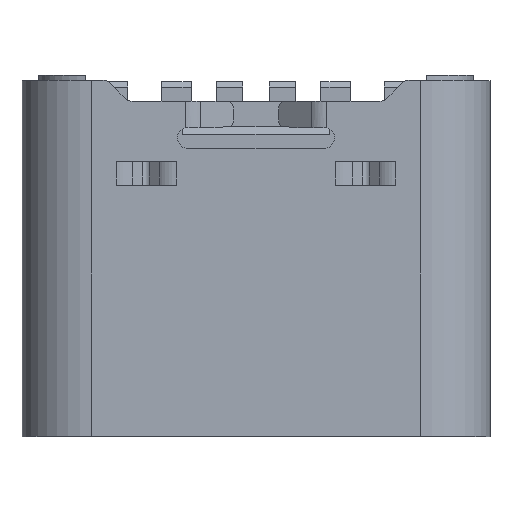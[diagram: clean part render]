
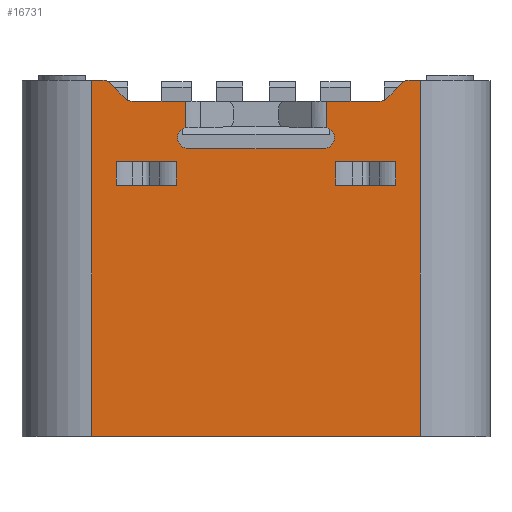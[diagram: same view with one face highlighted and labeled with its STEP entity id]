
A CAD part, top view. The second image highlights one B-rep face of the part: STEP entity #16731.
In plain terms, the highlighted planar face has unit normal (0, 0, 1).
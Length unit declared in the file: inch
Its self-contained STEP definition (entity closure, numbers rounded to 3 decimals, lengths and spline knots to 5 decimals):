
#83=FACE_BOUND('',#2305,.T.);
#84=FACE_BOUND('',#2306,.T.);
#521=PLANE('',#17958);
#1380=FACE_OUTER_BOUND('',#2304,.T.);
#2304=EDGE_LOOP('',(#14041,#14042,#14043,#14044,#14045,#14046,#14047,#14048,
#14049,#14050,#14051,#14052,#14053,#14054,#14055,#14056,#14057,#14058));
#2305=EDGE_LOOP('',(#14059,#14060,#14061,#14062));
#2306=EDGE_LOOP('',(#14063,#14064,#14065,#14066));
#3666=LINE('',#25665,#5566);
#3668=LINE('',#25670,#5568);
#3694=LINE('',#25744,#5594);
#3857=LINE('',#26260,#5757);
#3858=LINE('',#26262,#5758);
#3991=LINE('',#26871,#5891);
#3992=LINE('',#26873,#5892);
#3993=LINE('',#26874,#5893);
#3994=LINE('',#26875,#5894);
#3995=LINE('',#26876,#5895);
#3996=LINE('',#26880,#5896);
#3997=LINE('',#26883,#5897);
#3998=LINE('',#26886,#5898);
#3999=LINE('',#26888,#5899);
#4000=LINE('',#26890,#5900);
#4001=LINE('',#26891,#5901);
#4002=LINE('',#26894,#5902);
#4003=LINE('',#26896,#5903);
#4004=LINE('',#26898,#5904);
#4005=LINE('',#26899,#5905);
#5566=VECTOR('',#20540,39.37008);
#5568=VECTOR('',#20546,39.37008);
#5594=VECTOR('',#20610,39.37008);
#5757=VECTOR('',#21103,39.37008);
#5758=VECTOR('',#21106,39.37008);
#5891=VECTOR('',#21527,39.37008);
#5892=VECTOR('',#21528,39.37008);
#5893=VECTOR('',#21529,39.37008);
#5894=VECTOR('',#21530,39.37008);
#5895=VECTOR('',#21531,39.37008);
#5896=VECTOR('',#21534,39.37008);
#5897=VECTOR('',#21537,39.37008);
#5898=VECTOR('',#21538,39.37008);
#5899=VECTOR('',#21539,39.37008);
#5900=VECTOR('',#21540,39.37008);
#5901=VECTOR('',#21541,39.37008);
#5902=VECTOR('',#21542,39.37008);
#5903=VECTOR('',#21543,39.37008);
#5904=VECTOR('',#21544,39.37008);
#5905=VECTOR('',#21545,39.37008);
#6434=CIRCLE('',#17105,0.00787);
#6461=CIRCLE('',#17146,0.00787);
#6636=CIRCLE('',#17802,0.00787);
#6696=CIRCLE('',#17951,0.00787);
#6698=CIRCLE('',#17959,0.00787);
#6699=CIRCLE('',#17960,0.00787);
#6863=VERTEX_POINT('',#23066);
#6864=VERTEX_POINT('',#23068);
#6906=VERTEX_POINT('',#23199);
#6907=VERTEX_POINT('',#23200);
#7654=VERTEX_POINT('',#25663);
#7655=VERTEX_POINT('',#25668);
#7683=VERTEX_POINT('',#25741);
#7684=VERTEX_POINT('',#25743);
#7847=VERTEX_POINT('',#26219);
#7848=VERTEX_POINT('',#26221);
#7856=VERTEX_POINT('',#26246);
#7862=VERTEX_POINT('',#26258);
#7981=VERTEX_POINT('',#26860);
#7982=VERTEX_POINT('',#26870);
#7983=VERTEX_POINT('',#26872);
#7984=VERTEX_POINT('',#26877);
#7985=VERTEX_POINT('',#26879);
#7986=VERTEX_POINT('',#26881);
#7987=VERTEX_POINT('',#26884);
#7988=VERTEX_POINT('',#26885);
#7989=VERTEX_POINT('',#26887);
#7990=VERTEX_POINT('',#26889);
#7991=VERTEX_POINT('',#26892);
#7992=VERTEX_POINT('',#26893);
#7993=VERTEX_POINT('',#26895);
#7994=VERTEX_POINT('',#26897);
#8436=EDGE_CURVE('',#6863,#6864,#6434,.T.);
#8486=EDGE_CURVE('',#6906,#6907,#6461,.T.);
#9612=EDGE_CURVE('',#7654,#6907,#3666,.T.);
#9615=EDGE_CURVE('',#7654,#7655,#3668,.T.);
#9653=EDGE_CURVE('',#7684,#7683,#3694,.T.);
#9887=EDGE_CURVE('',#7848,#7847,#6636,.T.);
#9907=EDGE_CURVE('',#7856,#7862,#3857,.T.);
#9908=EDGE_CURVE('',#7862,#6864,#3858,.T.);
#10111=EDGE_CURVE('',#7981,#7856,#6696,.T.);
#10115=EDGE_CURVE('',#7684,#7982,#3991,.T.);
#10116=EDGE_CURVE('',#7683,#7983,#3992,.T.);
#10117=EDGE_CURVE('',#7983,#7848,#3993,.T.);
#10118=EDGE_CURVE('',#7847,#7981,#3994,.T.);
#10119=EDGE_CURVE('',#6906,#6863,#3995,.T.);
#10120=EDGE_CURVE('',#7984,#7655,#6698,.T.);
#10121=EDGE_CURVE('',#7985,#7984,#3996,.T.);
#10122=EDGE_CURVE('',#7985,#7986,#6699,.T.);
#10123=EDGE_CURVE('',#7986,#7982,#3997,.T.);
#10124=EDGE_CURVE('',#7987,#7988,#3998,.T.);
#10125=EDGE_CURVE('',#7989,#7988,#3999,.T.);
#10126=EDGE_CURVE('',#7990,#7989,#4000,.T.);
#10127=EDGE_CURVE('',#7987,#7990,#4001,.T.);
#10128=EDGE_CURVE('',#7991,#7992,#4002,.T.);
#10129=EDGE_CURVE('',#7993,#7991,#4003,.T.);
#10130=EDGE_CURVE('',#7993,#7994,#4004,.T.);
#10131=EDGE_CURVE('',#7992,#7994,#4005,.T.);
#14041=ORIENTED_EDGE('',*,*,#10115,.F.);
#14042=ORIENTED_EDGE('',*,*,#9653,.T.);
#14043=ORIENTED_EDGE('',*,*,#10116,.T.);
#14044=ORIENTED_EDGE('',*,*,#10117,.T.);
#14045=ORIENTED_EDGE('',*,*,#9887,.T.);
#14046=ORIENTED_EDGE('',*,*,#10118,.T.);
#14047=ORIENTED_EDGE('',*,*,#10111,.T.);
#14048=ORIENTED_EDGE('',*,*,#9907,.T.);
#14049=ORIENTED_EDGE('',*,*,#9908,.T.);
#14050=ORIENTED_EDGE('',*,*,#8436,.F.);
#14051=ORIENTED_EDGE('',*,*,#10119,.F.);
#14052=ORIENTED_EDGE('',*,*,#8486,.T.);
#14053=ORIENTED_EDGE('',*,*,#9612,.F.);
#14054=ORIENTED_EDGE('',*,*,#9615,.T.);
#14055=ORIENTED_EDGE('',*,*,#10120,.F.);
#14056=ORIENTED_EDGE('',*,*,#10121,.F.);
#14057=ORIENTED_EDGE('',*,*,#10122,.T.);
#14058=ORIENTED_EDGE('',*,*,#10123,.T.);
#14059=ORIENTED_EDGE('',*,*,#10124,.T.);
#14060=ORIENTED_EDGE('',*,*,#10125,.F.);
#14061=ORIENTED_EDGE('',*,*,#10126,.F.);
#14062=ORIENTED_EDGE('',*,*,#10127,.F.);
#14063=ORIENTED_EDGE('',*,*,#10128,.F.);
#14064=ORIENTED_EDGE('',*,*,#10129,.F.);
#14065=ORIENTED_EDGE('',*,*,#10130,.T.);
#14066=ORIENTED_EDGE('',*,*,#10131,.F.);
#16731=ADVANCED_FACE('',(#1380,#83,#84),#521,.T.);
#17105=AXIS2_PLACEMENT_3D('',#23069,#18462,#18463);
#17146=AXIS2_PLACEMENT_3D('',#23201,#18560,#18561);
#17802=AXIS2_PLACEMENT_3D('',#26222,#21067,#21068);
#17951=AXIS2_PLACEMENT_3D('',#26861,#21510,#21511);
#17958=AXIS2_PLACEMENT_3D('',#26869,#21525,#21526);
#17959=AXIS2_PLACEMENT_3D('',#26878,#21532,#21533);
#17960=AXIS2_PLACEMENT_3D('',#26882,#21535,#21536);
#18462=DIRECTION('center_axis',(0.,0.,1.));
#18463=DIRECTION('ref_axis',(1.,0.,0.));
#18560=DIRECTION('center_axis',(0.,0.,-1.));
#18561=DIRECTION('ref_axis',(-1.,0.,0.));
#20540=DIRECTION('',(0.,-1.,0.));
#20546=DIRECTION('',(-1.,0.,0.));
#20610=DIRECTION('',(1.,0.,0.));
#21067=DIRECTION('center_axis',(0.,0.,1.));
#21068=DIRECTION('ref_axis',(1.,0.,0.));
#21103=DIRECTION('',(-1.,0.,0.));
#21106=DIRECTION('',(0.,-1.,0.));
#21510=DIRECTION('center_axis',(0.,0.,-1.));
#21511=DIRECTION('ref_axis',(-1.,0.,0.));
#21525=DIRECTION('center_axis',(0.,0.,1.));
#21526=DIRECTION('ref_axis',(1.,0.,0.));
#21527=DIRECTION('',(0.,1.,0.));
#21528=DIRECTION('',(0.,1.,0.));
#21529=DIRECTION('',(-1.,0.,0.));
#21530=DIRECTION('',(-0.707,-0.707,0.));
#21531=DIRECTION('',(1.,0.,0.));
#21532=DIRECTION('center_axis',(0.,0.,
1.));
#21533=DIRECTION('ref_axis',(0.,1.,0.));
#21534=DIRECTION('',(0.707,-0.707,0.));
#21535=DIRECTION('center_axis',(0.,0.,
1.));
#21536=DIRECTION('ref_axis',(1.,0.,0.));
#21537=DIRECTION('',(-1.,0.,0.));
#21538=DIRECTION('',(0.,1.,0.));
#21539=DIRECTION('',(-1.,0.,0.));
#21540=DIRECTION('',(0.,1.,0.));
#21541=DIRECTION('',(1.,0.,0.));
#21542=DIRECTION('',(0.,1.,0.));
#21543=DIRECTION('',(1.,0.,0.));
#21544=DIRECTION('',(0.,1.,0.));
#21545=DIRECTION('',(-1.,0.,0.));
#23066=CARTESIAN_POINT('',(0.05118,-0.03502,0.12794));
#23068=CARTESIAN_POINT('',(0.05315,-0.01952,0.12794));
#23069=CARTESIAN_POINT('Origin',(0.05118,-0.02714,
0.12794));
#23199=CARTESIAN_POINT('',(-0.05118,-0.03502,0.12794));
#23200=CARTESIAN_POINT('',(-0.05315,-0.01952,0.12794));
#23201=CARTESIAN_POINT('Origin',(-0.05118,-0.02714,
0.12794));
#25663=CARTESIAN_POINT('',(-0.05315,0.00042,0.12794));
#25665=CARTESIAN_POINT('',(-0.05315,-0.11769,0.12794));
#25668=CARTESIAN_POINT('',(-0.0928,0.00042,0.12794));
#25670=CARTESIAN_POINT('',(0.,0.00042,0.12794));
#25741=CARTESIAN_POINT('',(0.12362,-0.25155,0.12794));
#25743=CARTESIAN_POINT('',(-0.12362,-0.25155,0.12794));
#25744=CARTESIAN_POINT('',(-0.12362,-0.25155,0.12794));
#26219=CARTESIAN_POINT('',(0.1095,0.01386,0.12794));
#26221=CARTESIAN_POINT('',(0.11507,0.01616,0.12794));
#26222=CARTESIAN_POINT('Origin',(0.11507,0.00829,
0.12794));
#26246=CARTESIAN_POINT('',(0.0928,0.00042,0.12794));
#26258=CARTESIAN_POINT('',(0.05315,0.00042,0.12794));
#26260=CARTESIAN_POINT('',(0.,0.00042,0.12794));
#26262=CARTESIAN_POINT('',(0.05315,-0.11769,0.12794));
#26860=CARTESIAN_POINT('',(0.09837,0.00272,0.12794));
#26861=CARTESIAN_POINT('Origin',(0.0928,0.00829,
0.12794));
#26869=CARTESIAN_POINT('Origin',(0.01181,-0.13738,
0.12794));
#26870=CARTESIAN_POINT('',(-0.12362,0.01616,0.12794));
#26871=CARTESIAN_POINT('',(-0.12362,0.00042,0.12794));
#26872=CARTESIAN_POINT('',(0.12362,0.01616,0.12794));
#26873=CARTESIAN_POINT('',(0.12362,0.00042,0.12794));
#26874=CARTESIAN_POINT('',(0.,0.01616,0.12794));
#26875=CARTESIAN_POINT('',(-0.02205,-0.11769,0.12794));
#26876=CARTESIAN_POINT('',(0.,-0.03502,0.12794));
#26877=CARTESIAN_POINT('',(-0.09837,0.00272,0.12794));
#26878=CARTESIAN_POINT('Origin',(-0.0928,0.00829,
0.12794));
#26879=CARTESIAN_POINT('',(-0.1095,0.01386,0.12794));
#26880=CARTESIAN_POINT('',(-0.00787,-0.08777,0.12794));
#26881=CARTESIAN_POINT('',(-0.11507,0.01616,0.12794));
#26882=CARTESIAN_POINT('Origin',(-0.11507,0.00829,
0.12794));
#26883=CARTESIAN_POINT('',(0.,0.01616,0.12794));
#26884=CARTESIAN_POINT('',(0.0601,-0.06258,0.12794));
#26885=CARTESIAN_POINT('',(0.0601,-0.04486,0.12794));
#26886=CARTESIAN_POINT('',(0.0601,-0.25259,0.12794));
#26887=CARTESIAN_POINT('',(0.10526,-0.04486,0.12794));
#26888=CARTESIAN_POINT('',(0.10526,-0.04486,0.12794));
#26889=CARTESIAN_POINT('',(0.10526,-0.06258,0.12794));
#26890=CARTESIAN_POINT('',(0.10526,-0.06258,0.12794));
#26891=CARTESIAN_POINT('',(0.0601,-0.06258,0.12794));
#26892=CARTESIAN_POINT('',(-0.0601,-0.06258,0.12794));
#26893=CARTESIAN_POINT('',(-0.0601,-0.04486,0.12794));
#26894=CARTESIAN_POINT('',(-0.0601,-0.06258,0.12794));
#26895=CARTESIAN_POINT('',(-0.10526,-0.06258,0.12794));
#26896=CARTESIAN_POINT('',(-0.10526,-0.06258,0.12794));
#26897=CARTESIAN_POINT('',(-0.10526,-0.04486,0.12794));
#26898=CARTESIAN_POINT('',(-0.10526,-0.25259,0.12794));
#26899=CARTESIAN_POINT('',(-0.0601,-0.04486,0.12794));
